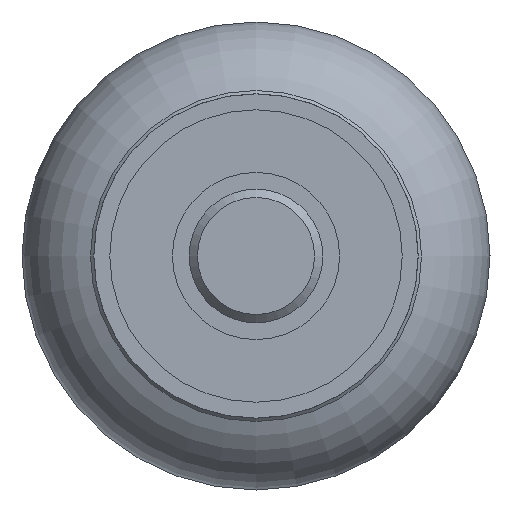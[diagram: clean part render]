
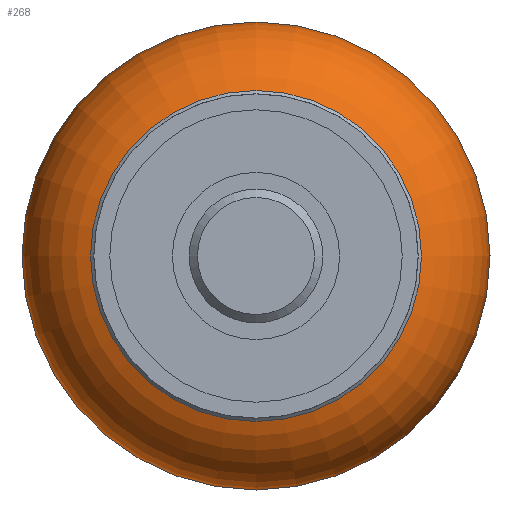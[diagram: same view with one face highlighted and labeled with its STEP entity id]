
A CAD part, left-side view. The second image highlights one B-rep face of the part: STEP entity #268.
In plain terms, the highlighted toroidal (fillet/blend) face has major radius 7.92 mm and minor radius 6.08 mm.
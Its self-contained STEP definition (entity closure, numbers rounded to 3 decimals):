
#39=TOROIDAL_SURFACE('',#302,7.919,6.081);
#52=FACE_BOUND('',#104,.T.);
#75=FACE_OUTER_BOUND('',#103,.T.);
#103=EDGE_LOOP('',(#203));
#104=EDGE_LOOP('',(#204));
#138=CIRCLE('',#301,8.747);
#139=CIRCLE('',#303,14.);
#158=VERTEX_POINT('',#464);
#159=VERTEX_POINT('',#467);
#178=EDGE_CURVE('',#158,#158,#138,.T.);
#179=EDGE_CURVE('',#159,#159,#139,.T.);
#203=ORIENTED_EDGE('',*,*,#179,.F.);
#204=ORIENTED_EDGE('',*,*,#178,.T.);
#268=ADVANCED_FACE('',(#75,#52),#39,.T.);
#301=AXIS2_PLACEMENT_3D('',#465,#364,#365);
#302=AXIS2_PLACEMENT_3D('',#466,#366,#367);
#303=AXIS2_PLACEMENT_3D('',#468,#368,#369);
#364=DIRECTION('center_axis',(1.,0.,0.));
#365=DIRECTION('ref_axis',(0.,1.,0.));
#366=DIRECTION('center_axis',(1.,0.,0.));
#367=DIRECTION('ref_axis',(0.,0.,-1.));
#368=DIRECTION('center_axis',(1.,0.,0.));
#369=DIRECTION('ref_axis',(0.,1.,0.));
#464=CARTESIAN_POINT('',(1.434,8.747,0.));
#465=CARTESIAN_POINT('Origin',(1.434,0.,0.));
#466=CARTESIAN_POINT('Origin',(7.458,0.,0.));
#467=CARTESIAN_POINT('',(7.458,14.,0.));
#468=CARTESIAN_POINT('Origin',(7.458,0.,0.));
